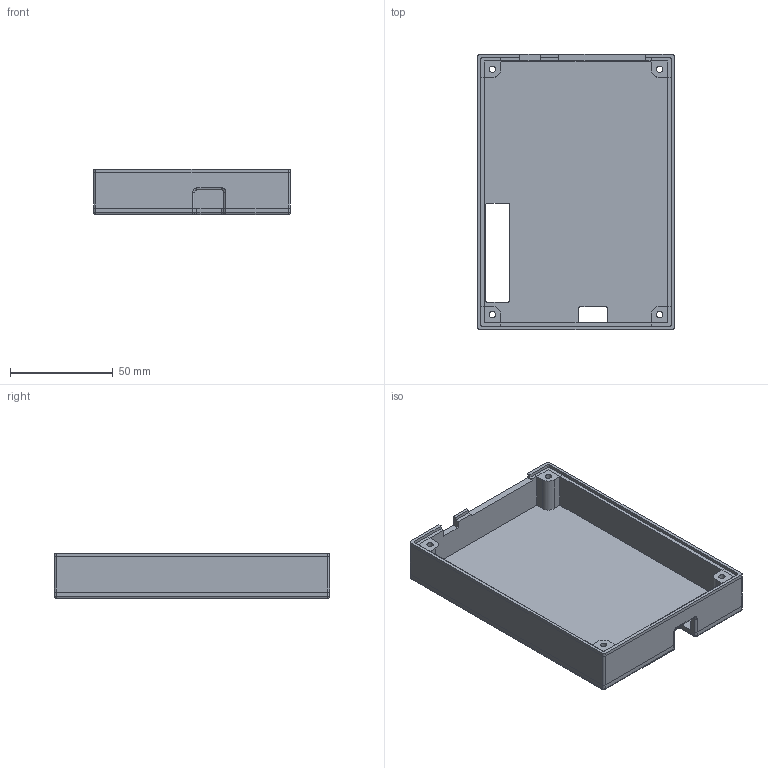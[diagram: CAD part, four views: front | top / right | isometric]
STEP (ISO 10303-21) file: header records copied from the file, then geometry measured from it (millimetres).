
FILE_DESCRIPTION(('FreeCAD Model'),'2;1');
FILE_NAME('Open CASCADE Shape Model','2022-09-08T20:41:43',(''),(''), 'Open CASCADE STEP processor 7.5','FreeCAD','Unknown');
FILE_SCHEMA(('AUTOMOTIVE_DESIGN { 1 0 10303 214 1 1 1 1 }'));
Length unit declared in the file: millimetre
Products named in the file (1): CTRLabelPocket
Bounding box: 95.7 x 133.8 x 22 mm (x, y, z)
Volume: 66475.2 mm3; surface area: 43156.5 mm2
Topology: 1 solids, 1 shells, 380 faces, 1016 edges, 652 vertices
Faces by surface type: plane 161, extrusion 152, cylinder 53, torus 8, sphere 6
Full cylindrical faces by diameter (mm): 3.1 x4, 6.6 x4
Entity records: 24940 total; most frequent: CARTESIAN_POINT 5851, DIRECTION 2958, VECTOR 2258, LINE 2106, ORIENTED_EDGE 2020, PCURVE 2020, DEFINITIONAL_REPRESENTATION 2020, EDGE_CURVE 1010
